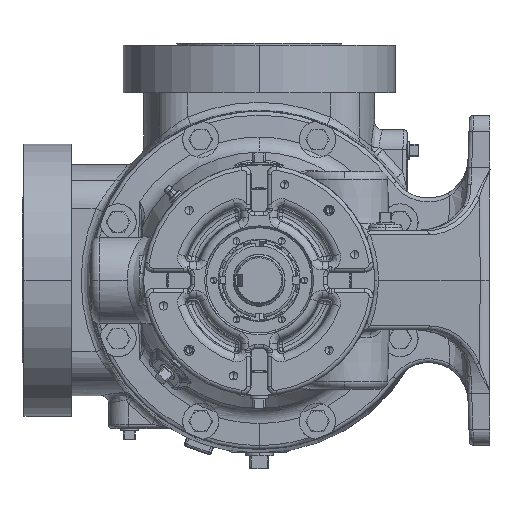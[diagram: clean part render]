
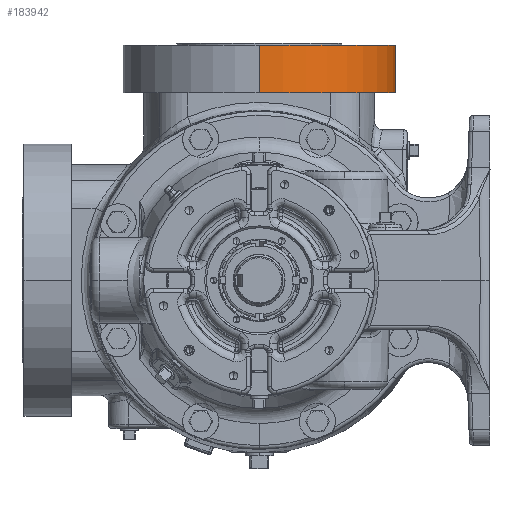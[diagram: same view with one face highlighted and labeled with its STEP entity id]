
A CAD part, left-side view. The second image highlights one B-rep face of the part: STEP entity #183942.
In plain terms, the highlighted cylindrical face has radius 104.775 mm (diameter 209.55 mm), a partial arc.
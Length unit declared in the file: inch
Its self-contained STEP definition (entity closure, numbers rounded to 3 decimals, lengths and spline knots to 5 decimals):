
#3996 = ORIENTED_EDGE ( 'NONE', *, *, #49457, .T. ) ;
#5973 = LINE ( 'NONE', #7334, #128241 ) ;
#7062 = CARTESIAN_POINT ( 'NONE',  ( 7.47, 0., 5.6875 ) ) ;
#7334 = CARTESIAN_POINT ( 'NONE',  ( 7.47, 0., 5.09404 ) ) ;
#17152 = EDGE_LOOP ( 'NONE', ( #63592, #3996, #114016, #261814 ) ) ;
#21168 = AXIS2_PLACEMENT_3D ( 'NONE', #89230, #254141, #238578 ) ;
#22889 = CARTESIAN_POINT ( 'NONE',  ( 3.345, 0., 7.1275 ) ) ;
#23414 = EDGE_CURVE ( 'NONE', #69399, #150367, #5973, .T. ) ;
#23671 = CIRCLE ( 'NONE', #219960, 4.125 ) ;
#24258 = DIRECTION ( 'NONE',  ( 0., 0., -1. ) ) ;
#49457 = EDGE_CURVE ( 'NONE', #69399, #260376, #23671, .T. ) ;
#63592 = ORIENTED_EDGE ( 'NONE', *, *, #23414, .F. ) ;
#69399 = VERTEX_POINT ( 'NONE', #129961 ) ;
#71951 = CIRCLE ( 'NONE', #183364, 4.125 ) ;
#80988 = DIRECTION ( 'NONE',  ( 0., 0., -1. ) ) ;
#87112 = DIRECTION ( 'NONE',  ( -1., 0., 0. ) ) ;
#89230 = CARTESIAN_POINT ( 'NONE',  ( 3.345, 0., 5.09404 ) ) ;
#93614 = CARTESIAN_POINT ( 'NONE',  ( -0.78, 0., 7.1275 ) ) ;
#114016 = ORIENTED_EDGE ( 'NONE', *, *, #270085, .T. ) ;
#128241 = VECTOR ( 'NONE', #240450, 39.37008 ) ;
#129961 = CARTESIAN_POINT ( 'NONE',  ( 7.47, 0., 7.1275 ) ) ;
#131058 = CYLINDRICAL_SURFACE ( 'NONE', #21168, 4.125 ) ;
#146413 = VERTEX_POINT ( 'NONE', #262921 ) ;
#146445 = LINE ( 'NONE', #167445, #260556 ) ;
#150367 = VERTEX_POINT ( 'NONE', #7062 ) ;
#152027 = FACE_OUTER_BOUND ( 'NONE', #17152, .T. ) ;
#166191 = DIRECTION ( 'NONE',  ( -1., 0., 0. ) ) ;
#167445 = CARTESIAN_POINT ( 'NONE',  ( -0.78, 0., 5.09404 ) ) ;
#183364 = AXIS2_PLACEMENT_3D ( 'NONE', #184415, #80988, #166191 ) ;
#183942 = ADVANCED_FACE ( 'NONE', ( #152027 ), #131058, .T. ) ;
#184415 = CARTESIAN_POINT ( 'NONE',  ( 3.345, 0., 5.6875 ) ) ;
#198429 = EDGE_CURVE ( 'NONE', #150367, #146413, #71951, .T. ) ;
#219960 = AXIS2_PLACEMENT_3D ( 'NONE', #22889, #24258, #87112 ) ;
#238578 = DIRECTION ( 'NONE',  ( -1., 0., 0. ) ) ;
#240450 = DIRECTION ( 'NONE',  ( 0., 0., -1. ) ) ;
#254141 = DIRECTION ( 'NONE',  ( 0., 0., -1. ) ) ;
#260376 = VERTEX_POINT ( 'NONE', #93614 ) ;
#260556 = VECTOR ( 'NONE', #270865, 39.37008 ) ;
#261814 = ORIENTED_EDGE ( 'NONE', *, *, #198429, .F. ) ;
#262921 = CARTESIAN_POINT ( 'NONE',  ( -0.78, 0., 5.6875 ) ) ;
#270085 = EDGE_CURVE ( 'NONE', #260376, #146413, #146445, .T. ) ;
#270865 = DIRECTION ( 'NONE',  ( 0., 0., -1. ) ) ;
